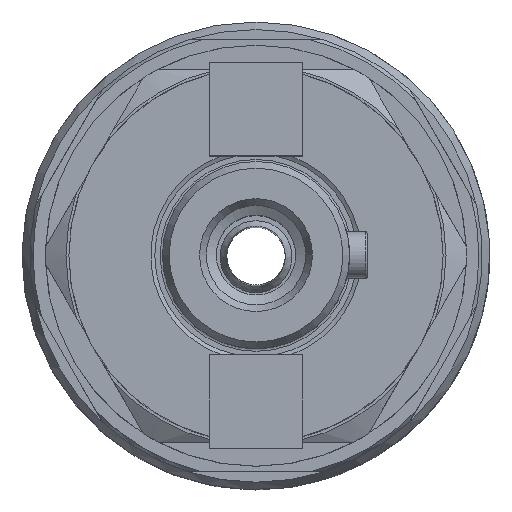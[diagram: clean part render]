
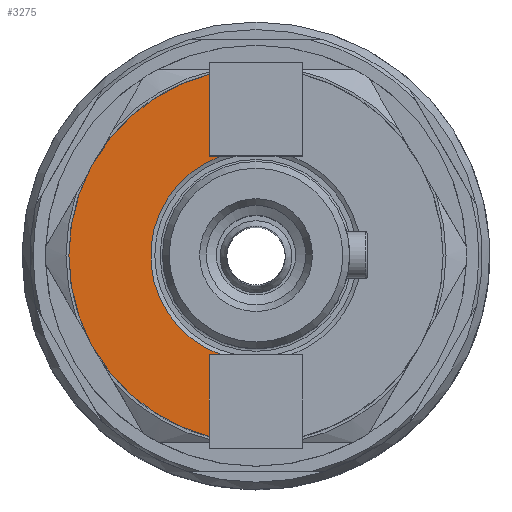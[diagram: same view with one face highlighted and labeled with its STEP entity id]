
A CAD part, top view. The second image highlights one B-rep face of the part: STEP entity #3275.
In plain terms, the highlighted planar face has unit normal (0, 0, 1).
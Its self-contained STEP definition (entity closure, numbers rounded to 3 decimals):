
#97 = VERTEX_POINT ( 'NONE', #1839 ) ;
#186 = CARTESIAN_POINT ( 'NONE',  ( -4., 8.5, 16. ) ) ;
#270 = LINE ( 'NONE', #416, #3663 ) ;
#366 = DIRECTION ( 'NONE',  ( 0., 0., -1. ) ) ;
#416 = CARTESIAN_POINT ( 'NONE',  ( -4., -8.5, 16. ) ) ;
#453 = VERTEX_POINT ( 'NONE', #3690 ) ;
#897 = CIRCLE ( 'NONE', #8061, 9. ) ;
#1067 = DIRECTION ( 'NONE',  ( 0., -1., 0. ) ) ;
#1086 = VECTOR ( 'NONE', #7676, 1000. ) ;
#1484 = EDGE_CURVE ( 'NONE', #6335, #6564, #6948, .T. ) ;
#1748 = DIRECTION ( 'NONE',  ( 1., 0., 0. ) ) ;
#1839 = CARTESIAN_POINT ( 'NONE',  ( -4., -15.492, 16. ) ) ;
#2059 = CARTESIAN_POINT ( 'NONE',  ( -4., -8.5, 16. ) ) ;
#2071 = ORIENTED_EDGE ( 'NONE', *, *, #8630, .F. ) ;
#2649 = CARTESIAN_POINT ( 'NONE',  ( 0., 0., 16. ) ) ;
#2729 = AXIS2_PLACEMENT_3D ( 'NONE', #4449, #366, #5126 ) ;
#2894 = CARTESIAN_POINT ( 'NONE',  ( -2.958, 8.5, 16. ) ) ;
#2907 = LINE ( 'NONE', #186, #1086 ) ;
#2935 = ORIENTED_EDGE ( 'NONE', *, *, #5150, .F. ) ;
#3159 = CARTESIAN_POINT ( 'NONE',  ( 0., 0., 16. ) ) ;
#3253 = DIRECTION ( 'NONE',  ( -1., 0., 0. ) ) ;
#3275 = ADVANCED_FACE ( 'NONE', ( #7121 ), #5757, .F. ) ;
#3324 = DIRECTION ( 'NONE',  ( 1., 0., 0. ) ) ;
#3342 = VECTOR ( 'NONE', #3253, 1000. ) ;
#3556 = LINE ( 'NONE', #4579, #3342 ) ;
#3663 = VECTOR ( 'NONE', #1067, 1000. ) ;
#3690 = CARTESIAN_POINT ( 'NONE',  ( -4., 15.492, 16. ) ) ;
#3853 = DIRECTION ( 'NONE',  ( 1., 0., 0. ) ) ;
#4022 = EDGE_CURVE ( 'NONE', #8362, #4811, #3556, .T. ) ;
#4445 = ORIENTED_EDGE ( 'NONE', *, *, #5428, .T. ) ;
#4449 = CARTESIAN_POINT ( 'NONE',  ( 0., 16., 16. ) ) ;
#4579 = CARTESIAN_POINT ( 'NONE',  ( 4., -8.5, 16. ) ) ;
#4737 = CARTESIAN_POINT ( 'NONE',  ( -4., 8.5, 16. ) ) ;
#4811 = VERTEX_POINT ( 'NONE', #2059 ) ;
#5126 = DIRECTION ( 'NONE',  ( -1., 0., 0. ) ) ;
#5150 = EDGE_CURVE ( 'NONE', #4811, #97, #270, .T. ) ;
#5428 = EDGE_CURVE ( 'NONE', #6335, #453, #2907, .T. ) ;
#5616 = ORIENTED_EDGE ( 'NONE', *, *, #4022, .F. ) ;
#5757 = PLANE ( 'NONE',  #2729 ) ;
#5926 = ORIENTED_EDGE ( 'NONE', *, *, #1484, .F. ) ;
#6035 = CIRCLE ( 'NONE', #8206, 16. ) ;
#6335 = VERTEX_POINT ( 'NONE', #7513 ) ;
#6443 = EDGE_LOOP ( 'NONE', ( #2935, #5616, #2071, #5926, #4445, #7888 ) ) ;
#6564 = VERTEX_POINT ( 'NONE', #2894 ) ;
#6948 = LINE ( 'NONE', #4737, #8530 ) ;
#7121 = FACE_OUTER_BOUND ( 'NONE', #6443, .T. ) ;
#7411 = DIRECTION ( 'NONE',  ( 0., 0., 1. ) ) ;
#7513 = CARTESIAN_POINT ( 'NONE',  ( -4., 8.5, 16. ) ) ;
#7676 = DIRECTION ( 'NONE',  ( 0., 1., 0. ) ) ;
#7831 = CARTESIAN_POINT ( 'NONE',  ( -2.958, -8.5, 16. ) ) ;
#7888 = ORIENTED_EDGE ( 'NONE', *, *, #8450, .T. ) ;
#7923 = DIRECTION ( 'NONE',  ( 0., 0., 1. ) ) ;
#8061 = AXIS2_PLACEMENT_3D ( 'NONE', #2649, #7411, #3324 ) ;
#8206 = AXIS2_PLACEMENT_3D ( 'NONE', #3159, #7923, #3853 ) ;
#8362 = VERTEX_POINT ( 'NONE', #7831 ) ;
#8450 = EDGE_CURVE ( 'NONE', #453, #97, #6035, .T. ) ;
#8530 = VECTOR ( 'NONE', #1748, 1000. ) ;
#8630 = EDGE_CURVE ( 'NONE', #6564, #8362, #897, .T. ) ;
